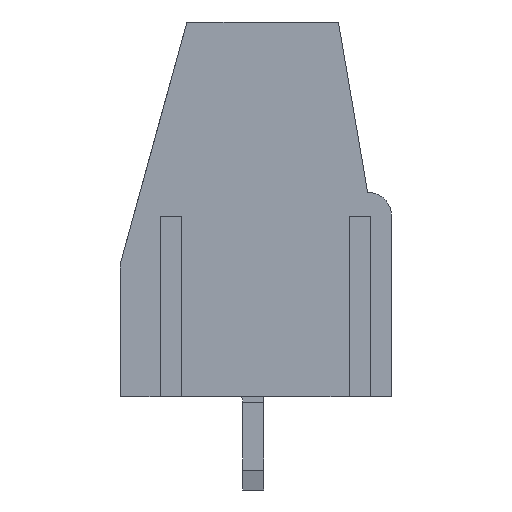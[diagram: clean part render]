
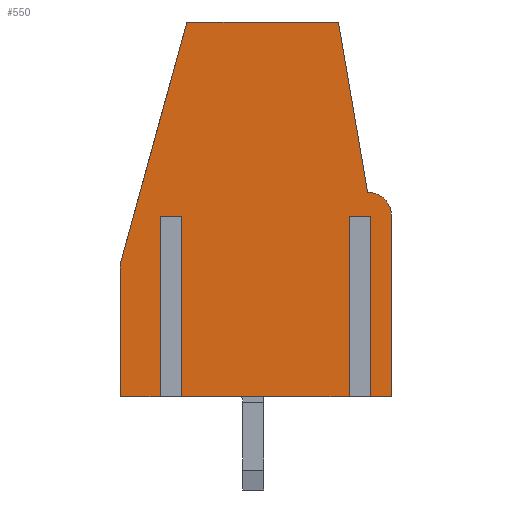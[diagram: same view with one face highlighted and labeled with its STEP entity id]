
A CAD part, left-side view. The second image highlights one B-rep face of the part: STEP entity #550.
In plain terms, the highlighted planar face has unit normal (-1, 0, 0).
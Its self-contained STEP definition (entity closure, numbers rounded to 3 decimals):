
#550=ADVANCED_FACE('',(#2498),#2500,.T.);
#2498=FACE_BOUND('',#2499,.T.);
#2499=EDGE_LOOP('',(#4139,#4140,#4141,#4142,#4143,#4144,#4145,#4146,#4147,#4148,
#4149,#4150,#4151,#4152,#4153));
#2500=PLANE('',#2501);
#2501=AXIS2_PLACEMENT_3D('',#2502,#2503,#2504);
#2502=CARTESIAN_POINT('',(-2.5,0.,0.));
#2503=DIRECTION('',(-1.,0.,0.));
#2504=DIRECTION('',(0.,0.,-1.));
#4139=ORIENTED_EDGE('',*,*,#5215,.F.);
#4140=ORIENTED_EDGE('',*,*,#5216,.F.);
#4141=ORIENTED_EDGE('',*,*,#5217,.F.);
#4142=ORIENTED_EDGE('',*,*,#5095,.T.);
#4143=ORIENTED_EDGE('',*,*,#5218,.F.);
#4144=ORIENTED_EDGE('',*,*,#5219,.F.);
#4145=ORIENTED_EDGE('',*,*,#5220,.F.);
#4146=ORIENTED_EDGE('',*,*,#5091,.T.);
#4147=ORIENTED_EDGE('',*,*,#5202,.T.);
#4148=ORIENTED_EDGE('',*,*,#5200,.T.);
#4149=ORIENTED_EDGE('',*,*,#5198,.T.);
#4150=ORIENTED_EDGE('',*,*,#5193,.T.);
#4151=ORIENTED_EDGE('',*,*,#5188,.T.);
#4152=ORIENTED_EDGE('',*,*,#5178,.T.);
#4153=ORIENTED_EDGE('',*,*,#5099,.T.);
#5091=EDGE_CURVE('',#5678,#5676,#5679,.T.);
#5095=EDGE_CURVE('',#5686,#5684,#5687,.T.);
#5099=EDGE_CURVE('',#5694,#5692,#5695,.T.);
#5178=EDGE_CURVE('',#5844,#5694,#5845,.T.);
#5188=EDGE_CURVE('',#5861,#5844,#5862,.T.);
#5193=EDGE_CURVE('',#5869,#5861,#5870,.T.);
#5198=EDGE_CURVE('',#5878,#5869,#5879,.T.);
#5200=EDGE_CURVE('',#5881,#5878,#5882,.T.);
#5202=EDGE_CURVE('',#5676,#5881,#5884,.T.);
#5215=EDGE_CURVE('',#5909,#5692,#5910,.T.);
#5216=EDGE_CURVE('',#5911,#5909,#5912,.F.);
#5217=EDGE_CURVE('',#5686,#5911,#5913,.T.);
#5218=EDGE_CURVE('',#5914,#5684,#5915,.T.);
#5219=EDGE_CURVE('',#5916,#5914,#5917,.F.);
#5220=EDGE_CURVE('',#5678,#5916,#5918,.T.);
#5676=VERTEX_POINT('',#6633);
#5678=VERTEX_POINT('',#6637);
#5679=LINE('',#6638,#6639);
#5684=VERTEX_POINT('',#6649);
#5686=VERTEX_POINT('',#6653);
#5687=LINE('',#6654,#6655);
#5692=VERTEX_POINT('',#6665);
#5694=VERTEX_POINT('',#6669);
#5695=LINE('',#6670,#6671);
#5844=VERTEX_POINT('',#6977);
#5845=LINE('',#6978,#6979);
#5861=VERTEX_POINT('',#7014);
#5862=LINE('',#7015,#7016);
#5869=VERTEX_POINT('',#7032);
#5870=LINE('',#7033,#7034);
#5878=VERTEX_POINT('',#7054);
#5879=LINE('',#7055,#7056);
#5881=VERTEX_POINT('',#7061);
#5882=CIRCLE('',#7062,0.9);
#5884=LINE('',#7069,#7070);
#5909=VERTEX_POINT('',#7120);
#5910=LINE('',#7121,#7122);
#5911=VERTEX_POINT('',#7124);
#5912=LINE('',#7125,#7126);
#5913=LINE('',#7128,#7129);
#5914=VERTEX_POINT('',#7131);
#5915=LINE('',#7132,#7133);
#5916=VERTEX_POINT('',#7135);
#5917=LINE('',#7136,#7137);
#5918=LINE('',#7139,#7140);
#6633=CARTESIAN_POINT('',(-2.5,-5.2,0.));
#6637=CARTESIAN_POINT('',(-2.5,-4.325,0.));
#6638=CARTESIAN_POINT('',(-2.5,-4.325,0.));
#6639=VECTOR('',#6640,1.);
#6640=DIRECTION('',(0.,-1.,0.));
#6649=CARTESIAN_POINT('',(-2.5,-3.675,0.));
#6653=CARTESIAN_POINT('',(-2.5,2.775,0.));
#6654=CARTESIAN_POINT('',(-2.5,2.775,0.));
#6655=VECTOR('',#6656,1.);
#6656=DIRECTION('',(0.,-1.,0.));
#6665=CARTESIAN_POINT('',(-2.5,3.425,0.));
#6669=CARTESIAN_POINT('',(-2.5,5.,0.));
#6670=CARTESIAN_POINT('',(-2.5,5.,0.));
#6671=VECTOR('',#6672,1.);
#6672=DIRECTION('',(0.,-1.,0.));
#6977=CARTESIAN_POINT('',(-2.5,5.,5.));
#6978=CARTESIAN_POINT('',(-2.5,5.,5.));
#6979=VECTOR('',#6980,1.);
#6980=DIRECTION('',(0.,0.,-1.));
#7014=CARTESIAN_POINT('',(-2.5,2.5,14.1));
#7015=CARTESIAN_POINT('',(-2.5,2.5,14.1));
#7016=VECTOR('',#7017,1.);
#7017=DIRECTION('',(0.,0.265,-0.964));
#7032=CARTESIAN_POINT('',(-2.5,-3.2,14.1));
#7033=CARTESIAN_POINT('',(-2.5,-3.2,14.1));
#7034=VECTOR('',#7035,1.);
#7035=DIRECTION('',(0.,1.,0.));
#7054=CARTESIAN_POINT('',(-2.5,-4.3,7.7));
#7055=CARTESIAN_POINT('',(-2.5,-4.3,7.7));
#7056=VECTOR('',#7057,1.);
#7057=DIRECTION('',(0.,0.169,0.986));
#7061=CARTESIAN_POINT('',(-2.5,-5.2,6.8));
#7062=AXIS2_PLACEMENT_3D('',#7063,#7064,#7065);
#7063=CARTESIAN_POINT('',(-2.5,-4.3,6.8));
#7064=DIRECTION('',(-1.,-0.,-0.));
#7065=DIRECTION('',(0.,-1.,0.));
#7069=CARTESIAN_POINT('',(-2.5,-5.2,0.));
#7070=VECTOR('',#7071,1.);
#7071=DIRECTION('',(0.,0.,1.));
#7120=CARTESIAN_POINT('',(-2.5,3.425,6.8));
#7121=CARTESIAN_POINT('',(-2.5,3.425,6.8));
#7122=VECTOR('',#7123,1.);
#7123=DIRECTION('',(0.,0.,-1.));
#7124=CARTESIAN_POINT('',(-2.5,2.775,6.8));
#7125=CARTESIAN_POINT('',(-2.5,3.425,6.8));
#7126=VECTOR('',#7127,1.);
#7127=DIRECTION('',(0.,-1.,0.));
#7128=CARTESIAN_POINT('',(-2.5,2.775,0.));
#7129=VECTOR('',#7130,1.);
#7130=DIRECTION('',(0.,0.,1.));
#7131=CARTESIAN_POINT('',(-2.5,-3.675,6.8));
#7132=CARTESIAN_POINT('',(-2.5,-3.675,6.8));
#7133=VECTOR('',#7134,1.);
#7134=DIRECTION('',(0.,0.,-1.));
#7135=CARTESIAN_POINT('',(-2.5,-4.325,6.8));
#7136=CARTESIAN_POINT('',(-2.5,-3.675,6.8));
#7137=VECTOR('',#7138,1.);
#7138=DIRECTION('',(0.,-1.,0.));
#7139=CARTESIAN_POINT('',(-2.5,-4.325,0.));
#7140=VECTOR('',#7141,1.);
#7141=DIRECTION('',(0.,0.,1.));
